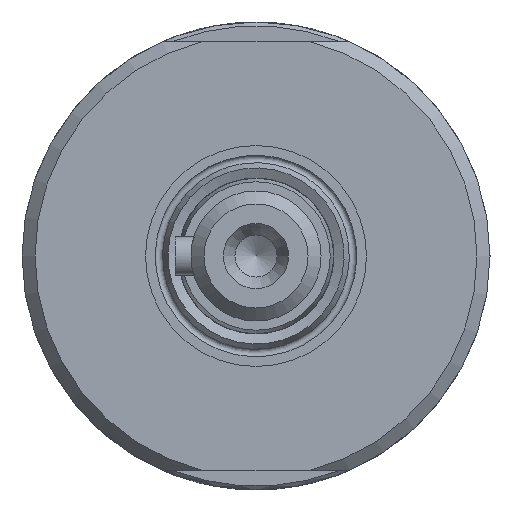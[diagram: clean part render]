
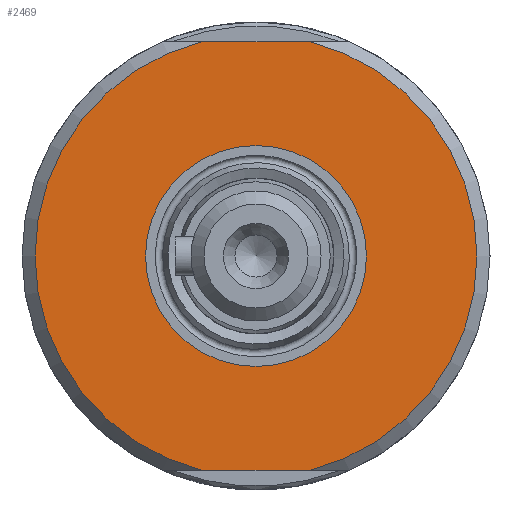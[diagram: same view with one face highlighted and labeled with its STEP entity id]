
A CAD part, left-side view. The second image highlights one B-rep face of the part: STEP entity #2469.
In plain terms, the highlighted planar face has unit normal (-1, 0, 0).
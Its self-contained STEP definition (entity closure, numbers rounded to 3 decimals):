
#102=LINE('',#3548,#326);
#107=LINE('',#3584,#331);
#326=VECTOR('',#2872,10.);
#331=VECTOR('',#2883,10.);
#681=FACE_BOUND('',#851,.T.);
#712=FACE_OUTER_BOUND('',#850,.T.);
#850=EDGE_LOOP('',(#1714,#1715,#1716,#1717));
#851=EDGE_LOOP('',(#1718,#1719));
#997=CIRCLE('',#2631,17.);
#1002=CIRCLE('',#2639,17.);
#1004=CIRCLE('',#2643,8.5);
#1005=CIRCLE('',#2644,8.5);
#1094=VERTEX_POINT('',#3543);
#1095=VERTEX_POINT('',#3547);
#1101=VERTEX_POINT('',#3565);
#1105=VERTEX_POINT('',#3580);
#1106=VERTEX_POINT('',#3598);
#1107=VERTEX_POINT('',#3599);
#1328=EDGE_CURVE('',#1095,#1094,#102,.T.);
#1340=EDGE_CURVE('',#1101,#1105,#107,.T.);
#1341=EDGE_CURVE('',#1095,#1105,#997,.T.);
#1346=EDGE_CURVE('',#1101,#1094,#1002,.T.);
#1348=EDGE_CURVE('',#1106,#1107,#1004,.T.);
#1349=EDGE_CURVE('',#1107,#1106,#1005,.T.);
#1714=ORIENTED_EDGE('',*,*,#1328,.T.);
#1715=ORIENTED_EDGE('',*,*,#1346,.F.);
#1716=ORIENTED_EDGE('',*,*,#1340,.T.);
#1717=ORIENTED_EDGE('',*,*,#1341,.F.);
#1718=ORIENTED_EDGE('',*,*,#1348,.T.);
#1719=ORIENTED_EDGE('',*,*,#1349,.T.);
#2377=PLANE('',#2642);
#2469=ADVANCED_FACE('',(#712,#681),#2377,.T.);
#2631=AXIS2_PLACEMENT_3D('',#3586,#2886,#2887);
#2639=AXIS2_PLACEMENT_3D('',#3594,#2902,#2903);
#2642=AXIS2_PLACEMENT_3D('',#3597,#2908,#2909);
#2643=AXIS2_PLACEMENT_3D('',#3600,#2910,#2911);
#2644=AXIS2_PLACEMENT_3D('',#3601,#2912,#2913);
#2872=DIRECTION('',(0.,-1.,0.));
#2883=DIRECTION('',(0.,1.,0.));
#2886=DIRECTION('center_axis',(1.,0.,0.));
#2887=DIRECTION('ref_axis',(0.,-1.,0.));
#2902=DIRECTION('center_axis',(1.,0.,0.));
#2903=DIRECTION('ref_axis',(0.,-1.,0.));
#2908=DIRECTION('center_axis',(-1.,0.,0.));
#2909=DIRECTION('ref_axis',(0.,0.,1.));
#2910=DIRECTION('center_axis',(1.,0.,0.));
#2911=DIRECTION('ref_axis',(0.,1.,0.));
#2912=DIRECTION('center_axis',(1.,0.,0.));
#2913=DIRECTION('ref_axis',(0.,1.,0.));
#3543=CARTESIAN_POINT('',(-113.2,-4.093,-16.5));
#3547=CARTESIAN_POINT('',(-113.2,4.093,-16.5));
#3548=CARTESIAN_POINT('',(-113.2,0.903,-16.5));
#3565=CARTESIAN_POINT('',(-113.2,-4.093,16.5));
#3580=CARTESIAN_POINT('',(-113.2,4.093,16.5));
#3584=CARTESIAN_POINT('',(-113.2,8.097,16.5));
#3586=CARTESIAN_POINT('Origin',(-113.2,0.,0.));
#3594=CARTESIAN_POINT('Origin',(-113.2,0.,0.));
#3597=CARTESIAN_POINT('Origin',(-113.2,9.,0.));
#3598=CARTESIAN_POINT('',(-113.2,8.5,0.));
#3599=CARTESIAN_POINT('',(-113.2,-8.5,0.));
#3600=CARTESIAN_POINT('Origin',(-113.2,0.,0.));
#3601=CARTESIAN_POINT('Origin',(-113.2,0.,0.));
